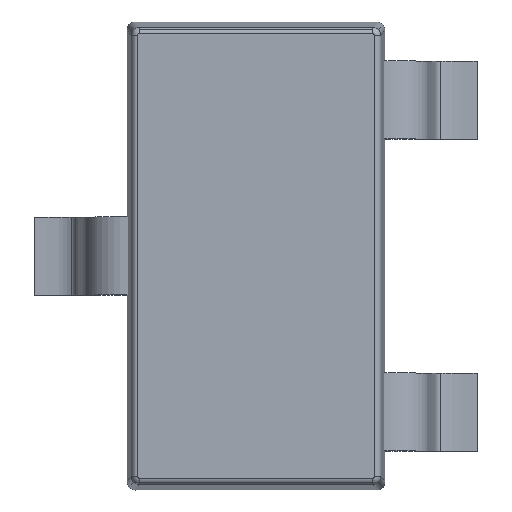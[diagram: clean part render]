
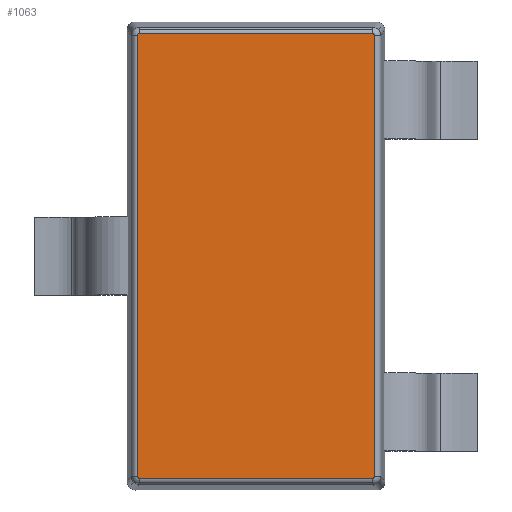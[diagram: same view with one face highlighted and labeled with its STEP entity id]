
A CAD part, top view. The second image highlights one B-rep face of the part: STEP entity #1063.
In plain terms, the highlighted planar face has unit normal (0, 0, 1).
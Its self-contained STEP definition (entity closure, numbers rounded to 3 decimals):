
#25 = FACE_OUTER_BOUND ( 'NONE', #2008, .T. ) ;
#35 = CARTESIAN_POINT ( 'NONE',  ( 0.759, 1.42, 1.205 ) ) ;
#48 = LINE ( 'NONE', #1479, #420 ) ;
#76 =( BOUNDED_CURVE ( )  B_SPLINE_CURVE ( 3, ( #2544, #35, #1286, #1509 ),
 .UNSPECIFIED., .F., .F. ) 
 B_SPLINE_CURVE_WITH_KNOTS ( ( 4, 4 ),
 ( 2.343, 3.868 ),
 .UNSPECIFIED. ) 
 CURVE ( )  GEOMETRIC_REPRESENTATION_ITEM ( )  RATIONAL_B_SPLINE_CURVE ( ( 1., 0.815, 0.815, 1. ) ) 
 REPRESENTATION_ITEM ( '' )  );
#127 = ORIENTED_EDGE ( 'NONE', *, *, #1850, .T. ) ;
#168 = VERTEX_POINT ( 'NONE', #545 ) ;
#201 = DIRECTION ( 'NONE',  ( 1., 0., 0. ) ) ;
#225 = VECTOR ( 'NONE', #2483, 1000. ) ;
#268 =( BOUNDED_CURVE ( )  B_SPLINE_CURVE ( 3, ( #2319, #2344, #924, #716 ),
 .UNSPECIFIED., .F., .T. ) 
 B_SPLINE_CURVE_WITH_KNOTS ( ( 4, 4 ),
 ( 5.484, 7.01 ),
 .UNSPECIFIED. ) 
 CURVE ( )  GEOMETRIC_REPRESENTATION_ITEM ( )  RATIONAL_B_SPLINE_CURVE ( ( 1., 0.815, 0.815, 1. ) ) 
 REPRESENTATION_ITEM ( '' )  );
#301 = CARTESIAN_POINT ( 'NONE',  ( -0.759, 1.42, 1.205 ) ) ;
#327 = CARTESIAN_POINT ( 'NONE',  ( -0.749, -1.424, 1.205 ) ) ;
#332 = VERTEX_POINT ( 'NONE', #908 ) ;
#342 = CARTESIAN_POINT ( 'NONE',  ( -0.749, 1.424, 1.205 ) ) ;
#351 = VECTOR ( 'NONE', #392, 1000. ) ;
#355 =( BOUNDED_CURVE ( )  B_SPLINE_CURVE ( 3, ( #342, #1993, #301, #1567 ),
 .UNSPECIFIED., .F., .T. ) 
 B_SPLINE_CURVE_WITH_KNOTS ( ( 4, 4 ),
 ( 2.415, 3.94 ),
 .UNSPECIFIED. ) 
 CURVE ( )  GEOMETRIC_REPRESENTATION_ITEM ( )  RATIONAL_B_SPLINE_CURVE ( ( 1., 0.815, 0.815, 1. ) ) 
 REPRESENTATION_ITEM ( '' )  );
#362 = VERTEX_POINT ( 'NONE', #1482 ) ;
#389 = ORIENTED_EDGE ( 'NONE', *, *, #2150, .T. ) ;
#392 = DIRECTION ( 'NONE',  ( -1., 0., 0. ) ) ;
#420 = VECTOR ( 'NONE', #1916, 1000. ) ;
#511 = CARTESIAN_POINT ( 'NONE',  ( -0.749, 1.424, 1.205 ) ) ;
#545 = CARTESIAN_POINT ( 'NONE',  ( 0.749, 1.424, 1.205 ) ) ;
#565 = VERTEX_POINT ( 'NONE', #511 ) ;
#651 = CARTESIAN_POINT ( 'NONE',  ( -0.797, -1.5, 1.205 ) ) ;
#710 = VERTEX_POINT ( 'NONE', #1284 ) ;
#716 = CARTESIAN_POINT ( 'NONE',  ( -0.749, -1.424, 1.205 ) ) ;
#777 = EDGE_CURVE ( 'NONE', #362, #932, #48, .T. ) ;
#818 = LINE ( 'NONE', #2242, #351 ) ;
#908 = CARTESIAN_POINT ( 'NONE',  ( -0.759, 1.414, 1.205 ) ) ;
#924 = CARTESIAN_POINT ( 'NONE',  ( -0.755, -1.424, 1.205 ) ) ;
#932 = VERTEX_POINT ( 'NONE', #2622 ) ;
#952 = ORIENTED_EDGE ( 'NONE', *, *, #1506, .T. ) ;
#1024 = EDGE_CURVE ( 'NONE', #2181, #932, #2115, .T. ) ;
#1063 = ADVANCED_FACE ( 'NONE', ( #25 ), #2663, .T. ) ;
#1189 = ORIENTED_EDGE ( 'NONE', *, *, #1492, .T. ) ;
#1195 = EDGE_CURVE ( 'NONE', #1366, #710, #268, .T. ) ;
#1229 = DIRECTION ( 'NONE',  ( 0., 0., 1. ) ) ;
#1284 = CARTESIAN_POINT ( 'NONE',  ( -0.749, -1.424, 1.205 ) ) ;
#1286 = CARTESIAN_POINT ( 'NONE',  ( 0.755, 1.424, 1.205 ) ) ;
#1366 = VERTEX_POINT ( 'NONE', #2191 ) ;
#1372 = CARTESIAN_POINT ( 'NONE',  ( 0.749, -1.424, 1.205 ) ) ;
#1479 = CARTESIAN_POINT ( 'NONE',  ( 0.759, 1.414, 1.205 ) ) ;
#1482 = CARTESIAN_POINT ( 'NONE',  ( 0.759, 1.414, 1.205 ) ) ;
#1492 = EDGE_CURVE ( 'NONE', #168, #565, #818, .T. ) ;
#1506 = EDGE_CURVE ( 'NONE', #362, #168, #76, .T. ) ;
#1509 = CARTESIAN_POINT ( 'NONE',  ( 0.749, 1.424, 1.205 ) ) ;
#1559 = ORIENTED_EDGE ( 'NONE', *, *, #1927, .T. ) ;
#1567 = CARTESIAN_POINT ( 'NONE',  ( -0.759, 1.414, 1.205 ) ) ;
#1676 = CARTESIAN_POINT ( 'NONE',  ( -0.759, 1.414, 1.205 ) ) ;
#1698 = VECTOR ( 'NONE', #2168, 1000. ) ;
#1768 = ORIENTED_EDGE ( 'NONE', *, *, #1024, .T. ) ;
#1796 = ORIENTED_EDGE ( 'NONE', *, *, #777, .F. ) ;
#1832 = CARTESIAN_POINT ( 'NONE',  ( 0.749, -1.424, 1.205 ) ) ;
#1850 = EDGE_CURVE ( 'NONE', #710, #2181, #2595, .T. ) ;
#1876 = LINE ( 'NONE', #1676, #225 ) ;
#1916 = DIRECTION ( 'NONE',  ( 0., -1., 0. ) ) ;
#1927 = EDGE_CURVE ( 'NONE', #565, #332, #355, .T. ) ;
#1993 = CARTESIAN_POINT ( 'NONE',  ( -0.755, 1.424, 1.205 ) ) ;
#2008 = EDGE_LOOP ( 'NONE', ( #389, #2556, #127, #1768, #1796, #952, #1189, #1559 ) ) ;
#2011 = AXIS2_PLACEMENT_3D ( 'NONE', #651, #1229, #201 ) ;
#2053 = CARTESIAN_POINT ( 'NONE',  ( 0.755, -1.424, 1.205 ) ) ;
#2115 =( BOUNDED_CURVE ( )  B_SPLINE_CURVE ( 3, ( #1832, #2053, #2478, #2245 ),
 .UNSPECIFIED., .F., .T. ) 
 B_SPLINE_CURVE_WITH_KNOTS ( ( 4, 4 ),
 ( 5.556, 7.082 ),
 .UNSPECIFIED. ) 
 CURVE ( )  GEOMETRIC_REPRESENTATION_ITEM ( )  RATIONAL_B_SPLINE_CURVE ( ( 1., 0.815, 0.815, 1. ) ) 
 REPRESENTATION_ITEM ( '' )  );
#2150 = EDGE_CURVE ( 'NONE', #332, #1366, #1876, .T. ) ;
#2168 = DIRECTION ( 'NONE',  ( 1., 0., 0. ) ) ;
#2181 = VERTEX_POINT ( 'NONE', #1372 ) ;
#2191 = CARTESIAN_POINT ( 'NONE',  ( -0.759, -1.414, 1.205 ) ) ;
#2242 = CARTESIAN_POINT ( 'NONE',  ( 0.749, 1.424, 1.205 ) ) ;
#2245 = CARTESIAN_POINT ( 'NONE',  ( 0.759, -1.414, 1.205 ) ) ;
#2319 = CARTESIAN_POINT ( 'NONE',  ( -0.759, -1.414, 1.205 ) ) ;
#2344 = CARTESIAN_POINT ( 'NONE',  ( -0.759, -1.42, 1.205 ) ) ;
#2478 = CARTESIAN_POINT ( 'NONE',  ( 0.759, -1.42, 1.205 ) ) ;
#2483 = DIRECTION ( 'NONE',  ( 0., -1., 0. ) ) ;
#2544 = CARTESIAN_POINT ( 'NONE',  ( 0.759, 1.414, 1.205 ) ) ;
#2556 = ORIENTED_EDGE ( 'NONE', *, *, #1195, .T. ) ;
#2595 = LINE ( 'NONE', #327, #1698 ) ;
#2622 = CARTESIAN_POINT ( 'NONE',  ( 0.759, -1.414, 1.205 ) ) ;
#2663 = PLANE ( 'NONE',  #2011 ) ;
